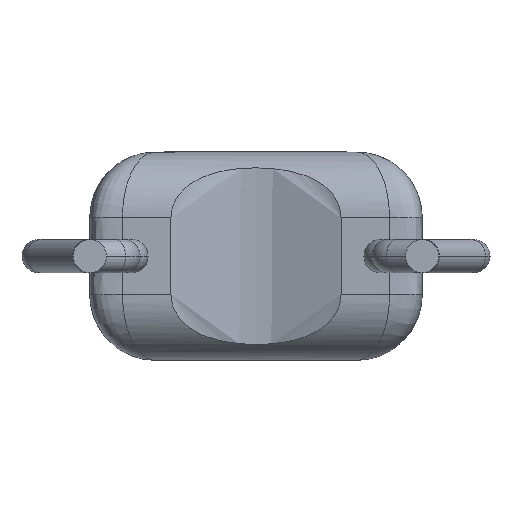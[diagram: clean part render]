
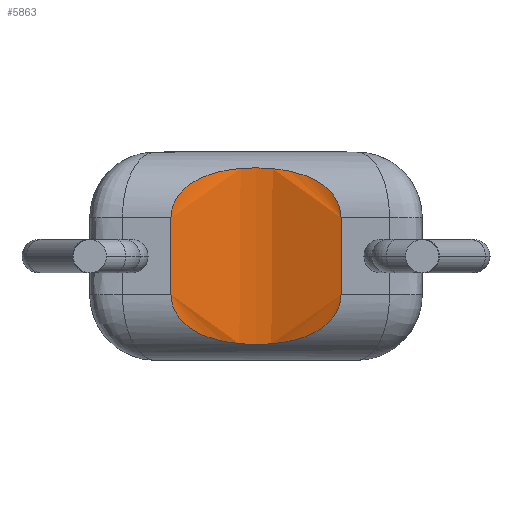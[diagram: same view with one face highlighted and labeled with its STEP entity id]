
A CAD part, front view. The second image highlights one B-rep face of the part: STEP entity #5863.
In plain terms, the highlighted free-form (B-spline) face has degree [2, 1] with [3, 2] control points.
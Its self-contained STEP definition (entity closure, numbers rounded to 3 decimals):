
#80 = CARTESIAN_POINT ( 'NONE',  ( 1.847, 0.254, 0.331 ) ) ;
#102 = EDGE_CURVE ( 'NONE', #4683, #1369, #6426, .T. ) ;
#291 = ORIENTED_EDGE ( 'NONE', *, *, #7254, .F. ) ;
#339 = CARTESIAN_POINT ( 'NONE',  ( 3.484, 0.169, 2.74 ) ) ;
#368 = CARTESIAN_POINT ( 'NONE',  ( 1.302, 0.034, 2.461 ) ) ;
#546 = CARTESIAN_POINT ( 'NONE',  ( 1.24, 0., 1. ) ) ;
#759 = CARTESIAN_POINT ( 'NONE',  ( 2.825, 0.337, 0.251 ) ) ;
#819 = CARTESIAN_POINT ( 'NONE',  ( 1.301, 0.034, 0.719 ) ) ;
#1034 = CARTESIAN_POINT ( 'NONE',  ( 2.682, 0.35, 2.94 ) ) ;
#1070 = VECTOR ( 'NONE', #4417, 1000. ) ;
#1312 = ORIENTED_EDGE ( 'NONE', *, *, #102, .F. ) ;
#1369 = VERTEX_POINT ( 'NONE', #546 ) ;
#1427 = CARTESIAN_POINT ( 'NONE',  ( 1.24, 0., 2.963 ) ) ;
#1454 = CARTESIAN_POINT ( 'NONE',  ( 2.257, 0.337, 0.25 ) ) ;
#1482 = CARTESIAN_POINT ( 'NONE',  ( 1.596, 0.169, 0.44 ) ) ;
#1512 = EDGE_LOOP ( 'NONE', ( #6378, #291, #3875, #1312 ) ) ;
#1519 = CARTESIAN_POINT ( 'NONE',  ( 2.54, 0.7, 0.217 ) ) ;
#1711 = CARTESIAN_POINT ( 'NONE',  ( 1.24, 0., 2.18 ) ) ;
#1715 = CARTESIAN_POINT ( 'NONE',  ( 1.24, 0., 2.18 ) ) ;
#1775 = CARTESIAN_POINT ( 'NONE',  ( 1.48, 0.119, 2.666 ) ) ;
#2249 = B_SPLINE_SURFACE_WITH_KNOTS ( 'NONE', 2, 1, ( 
 ( #7612, #5534 ),
 ( #6209, #1519 ),
 ( #1427, #6241 ) ),
 .UNSPECIFIED., .F., .F., .F.,
 ( 3, 3 ),
 ( 2, 2 ),
 ( 0., 1. ),
 ( 0., 1. ),
 .UNSPECIFIED. ) ;
#2251 = CARTESIAN_POINT ( 'NONE',  ( 3.84, 0., 0.855 ) ) ;
#2387 = CARTESIAN_POINT ( 'NONE',  ( 1.98, 0.289, 2.884 ) ) ;
#2420 = CARTESIAN_POINT ( 'NONE',  ( 1.24, 0., 2.325 ) ) ;
#2873 = CARTESIAN_POINT ( 'NONE',  ( 3.235, 0.253, 0.331 ) ) ;
#2934 = CARTESIAN_POINT ( 'NONE',  ( 3.1, 0.289, 0.296 ) ) ;
#2967 = CARTESIAN_POINT ( 'NONE',  ( 1.24, 0., 1. ) ) ;
#3107 = CARTESIAN_POINT ( 'NONE',  ( 2.255, 0.337, 2.929 ) ) ;
#3164 = CARTESIAN_POINT ( 'NONE',  ( 3.233, 0.254, 2.849 ) ) ;
#3539 = CARTESIAN_POINT ( 'NONE',  ( 3.484, 0.169, 0.44 ) ) ;
#3576 = CARTESIAN_POINT ( 'NONE',  ( 2.398, 0.35, 0.24 ) ) ;
#3731 = CARTESIAN_POINT ( 'NONE',  ( 3.84, 0., 10. ) ) ;
#3768 = CARTESIAN_POINT ( 'NONE',  ( 1.845, 0.253, 2.849 ) ) ;
#3802 = CARTESIAN_POINT ( 'NONE',  ( 3.101, 0.289, 2.884 ) ) ;
#3875 = ORIENTED_EDGE ( 'NONE', *, *, #6234, .T. ) ;
#4028 = CARTESIAN_POINT ( 'NONE',  ( 3.84, 0., 2.325 ) ) ;
#4039 = B_SPLINE_CURVE_WITH_KNOTS ( 'NONE', 3,
 ( #1715, #2420, #368, #1775, #6576, #3768, #2387, #3107, #7884, #1034, #4474, #3802, #3164, #339, #5351, #6054, #4028, #4738 ),
 .UNSPECIFIED., .F., .F.,
 ( 4, 2, 2, 2, 2, 2, 2, 2, 4 ),
 ( 0., 0., 0.001, 0.001, 0.002, 0.002, 0.003, 0.003, 0.003 ),
 .UNSPECIFIED. ) ;
#4234 = CARTESIAN_POINT ( 'NONE',  ( 1.979, 0.289, 0.296 ) ) ;
#4327 = CARTESIAN_POINT ( 'NONE',  ( 1.24, 0., 0.855 ) ) ;
#4417 = DIRECTION ( 'NONE',  ( 0., 0., -1. ) ) ;
#4474 = CARTESIAN_POINT ( 'NONE',  ( 2.823, 0.337, 2.93 ) ) ;
#4544 = LINE ( 'NONE', #7411, #5286 ) ;
#4675 = EDGE_CURVE ( 'NONE', #6674, #4683, #8471, .T. ) ;
#4683 = VERTEX_POINT ( 'NONE', #8388 ) ;
#4738 = CARTESIAN_POINT ( 'NONE',  ( 3.84, 0., 2.18 ) ) ;
#4778 = VERTEX_POINT ( 'NONE', #1711 ) ;
#5286 = VECTOR ( 'NONE', #5339, 1000. ) ;
#5339 = DIRECTION ( 'NONE',  ( 0., 0., -1. ) ) ;
#5351 = CARTESIAN_POINT ( 'NONE',  ( 3.6, 0.119, 2.666 ) ) ;
#5534 = CARTESIAN_POINT ( 'NONE',  ( 3.84, 0., 0.217 ) ) ;
#5565 = CARTESIAN_POINT ( 'NONE',  ( 2.682, 0.35, 0.24 ) ) ;
#5863 = ADVANCED_FACE ( 'NONE', ( #6525 ), #2249, .T. ) ;
#6054 = CARTESIAN_POINT ( 'NONE',  ( 3.779, 0.034, 2.461 ) ) ;
#6209 = CARTESIAN_POINT ( 'NONE',  ( 2.54, 0.7, 2.963 ) ) ;
#6234 = EDGE_CURVE ( 'NONE', #4778, #1369, #4544, .T. ) ;
#6241 = CARTESIAN_POINT ( 'NONE',  ( 1.24, 0., 0.217 ) ) ;
#6294 = CARTESIAN_POINT ( 'NONE',  ( 1.48, 0.119, 0.514 ) ) ;
#6358 = CARTESIAN_POINT ( 'NONE',  ( 3.84, 0., 1. ) ) ;
#6378 = ORIENTED_EDGE ( 'NONE', *, *, #4675, .F. ) ;
#6426 = B_SPLINE_CURVE_WITH_KNOTS ( 'NONE', 3,
 ( #6358, #2251, #7026, #7607, #3539, #2873, #2934, #759, #5565, #3576, #1454, #4234, #80, #1482, #6294, #819, #4327, #2967 ),
 .UNSPECIFIED., .F., .F.,
 ( 4, 2, 2, 2, 2, 2, 2, 2, 4 ),
 ( 0., 0., 0.001, 0.001, 0.002, 0.002, 0.003, 0.003, 0.003 ),
 .UNSPECIFIED. ) ;
#6525 = FACE_OUTER_BOUND ( 'NONE', #1512, .T. ) ;
#6576 = CARTESIAN_POINT ( 'NONE',  ( 1.596, 0.169, 2.74 ) ) ;
#6674 = VERTEX_POINT ( 'NONE', #7017 ) ;
#7017 = CARTESIAN_POINT ( 'NONE',  ( 3.84, 0., 2.18 ) ) ;
#7026 = CARTESIAN_POINT ( 'NONE',  ( 3.778, 0.034, 0.719 ) ) ;
#7254 = EDGE_CURVE ( 'NONE', #4778, #6674, #4039, .T. ) ;
#7411 = CARTESIAN_POINT ( 'NONE',  ( 1.24, 0., 10. ) ) ;
#7607 = CARTESIAN_POINT ( 'NONE',  ( 3.6, 0.119, 0.514 ) ) ;
#7612 = CARTESIAN_POINT ( 'NONE',  ( 3.84, 0., 2.963 ) ) ;
#7884 = CARTESIAN_POINT ( 'NONE',  ( 2.398, 0.35, 2.94 ) ) ;
#8388 = CARTESIAN_POINT ( 'NONE',  ( 3.84, 0., 1. ) ) ;
#8471 = LINE ( 'NONE', #3731, #1070 ) ;
